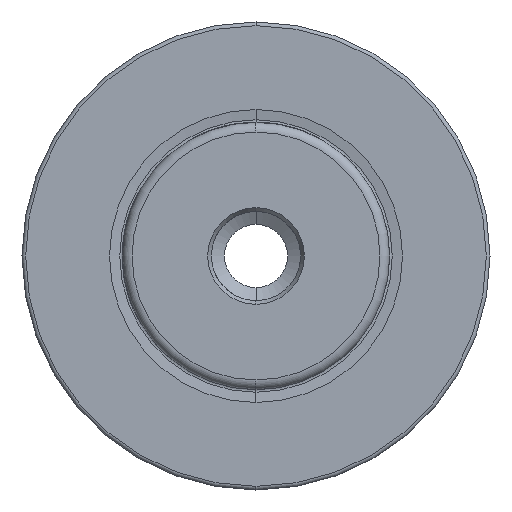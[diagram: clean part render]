
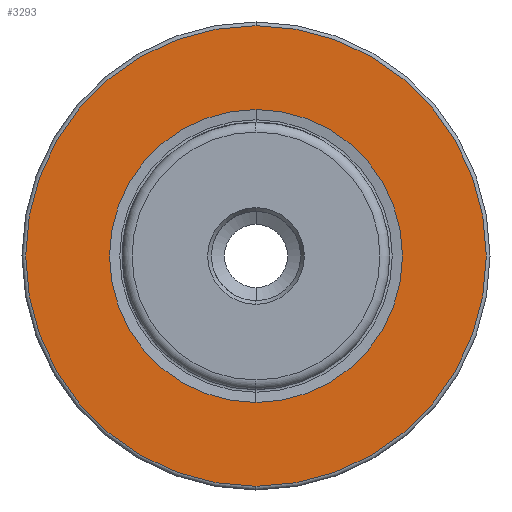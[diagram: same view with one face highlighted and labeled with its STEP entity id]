
A CAD part, left-side view. The second image highlights one B-rep face of the part: STEP entity #3293.
In plain terms, the highlighted planar face has unit normal (-1, 0, 0).
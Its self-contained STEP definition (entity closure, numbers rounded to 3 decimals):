
#611 = CARTESIAN_POINT ( 'NONE',  ( 0., 0., -19.715 ) ) ;
#689 = CIRCLE ( 'NONE', #2560, 19.715 ) ;
#1178 = AXIS2_PLACEMENT_3D ( 'NONE', #1595, #1546, #1388 ) ;
#1198 = VERTEX_POINT ( 'NONE', #2404 ) ;
#1242 = AXIS2_PLACEMENT_3D ( 'NONE', #3178, #3117, #1551 ) ;
#1310 = EDGE_LOOP ( 'NONE', ( #2953, #2995 ) ) ;
#1332 = EDGE_CURVE ( 'NONE', #2887, #1198, #2427, .T. ) ;
#1388 = DIRECTION ( 'NONE',  ( 0., 0., 1. ) ) ;
#1402 = EDGE_CURVE ( 'NONE', #2238, #1934, #689, .T. ) ;
#1546 = DIRECTION ( 'NONE',  ( -1., 0., 0. ) ) ;
#1551 = DIRECTION ( 'NONE',  ( 0., 0., 1. ) ) ;
#1595 = CARTESIAN_POINT ( 'NONE',  ( 0., 0., 0. ) ) ;
#1934 = VERTEX_POINT ( 'NONE', #2774 ) ;
#2047 = CIRCLE ( 'NONE', #1178, 31. ) ;
#2238 = VERTEX_POINT ( 'NONE', #611 ) ;
#2327 = EDGE_CURVE ( 'NONE', #1934, #2238, #2710, .T. ) ;
#2354 = EDGE_CURVE ( 'NONE', #1198, #2887, #2047, .T. ) ;
#2404 = CARTESIAN_POINT ( 'NONE',  ( 0., 0., -31. ) ) ;
#2427 = CIRCLE ( 'NONE', #2678, 31. ) ;
#2560 = AXIS2_PLACEMENT_3D ( 'NONE', #3236, #3245, #3250 ) ;
#2609 = DIRECTION ( 'NONE',  ( 0., 0., -1. ) ) ;
#2620 = DIRECTION ( 'NONE',  ( 1., 0., 0. ) ) ;
#2636 = CARTESIAN_POINT ( 'NONE',  ( 0., 19.715, 0. ) ) ;
#2642 = PLANE ( 'NONE',  #2902 ) ;
#2678 = AXIS2_PLACEMENT_3D ( 'NONE', #3107, #3112, #3113 ) ;
#2710 = CIRCLE ( 'NONE', #1242, 19.715 ) ;
#2774 = CARTESIAN_POINT ( 'NONE',  ( 0., 0., 19.715 ) ) ;
#2887 = VERTEX_POINT ( 'NONE', #3947 ) ;
#2902 = AXIS2_PLACEMENT_3D ( 'NONE', #2636, #2620, #2609 ) ;
#2953 = ORIENTED_EDGE ( 'NONE', *, *, #2327, .F. ) ;
#2995 = ORIENTED_EDGE ( 'NONE', *, *, #1402, .F. ) ;
#3010 = ORIENTED_EDGE ( 'NONE', *, *, #1332, .T. ) ;
#3051 = ORIENTED_EDGE ( 'NONE', *, *, #2354, .T. ) ;
#3107 = CARTESIAN_POINT ( 'NONE',  ( 0., 0., 0. ) ) ;
#3112 = DIRECTION ( 'NONE',  ( -1., 0., 0. ) ) ;
#3113 = DIRECTION ( 'NONE',  ( 0., 0., 1. ) ) ;
#3117 = DIRECTION ( 'NONE',  ( -1., 0., 0. ) ) ;
#3178 = CARTESIAN_POINT ( 'NONE',  ( 0., 0., 0. ) ) ;
#3236 = CARTESIAN_POINT ( 'NONE',  ( 0., 0., 0. ) ) ;
#3245 = DIRECTION ( 'NONE',  ( -1., 0., 0. ) ) ;
#3250 = DIRECTION ( 'NONE',  ( 0., 0., 1. ) ) ;
#3293 = ADVANCED_FACE ( 'NONE', ( #4054, #3403 ), #2642, .F. ) ;
#3361 = EDGE_LOOP ( 'NONE', ( #3010, #3051 ) ) ;
#3403 = FACE_OUTER_BOUND ( 'NONE', #3361, .T. ) ;
#3947 = CARTESIAN_POINT ( 'NONE',  ( 0., 0., 31. ) ) ;
#4054 = FACE_BOUND ( 'NONE', #1310, .T. ) ;
